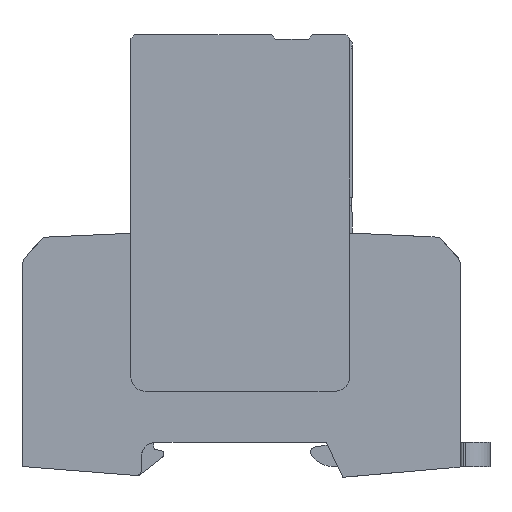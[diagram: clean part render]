
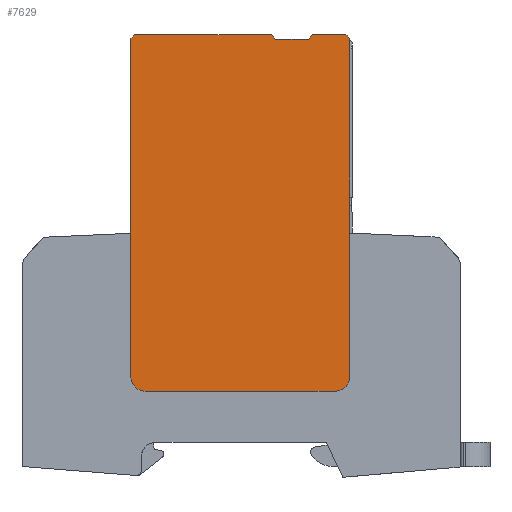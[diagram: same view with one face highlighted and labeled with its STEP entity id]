
A CAD part, left-side view. The second image highlights one B-rep face of the part: STEP entity #7629.
In plain terms, the highlighted planar face has unit normal (-1, 0, 0).
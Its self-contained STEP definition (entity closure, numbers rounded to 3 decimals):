
#7476=AXIS2_PLACEMENT_3D('Plane Axis2P3D',#7473,#7474,#7475) ;
#7473=CARTESIAN_POINT('Axis2P3D Location',(0.,72.86,17.703)) ;
#7479=CARTESIAN_POINT('Control Point',(0.,73.86,53.28)) ;
#7480=CARTESIAN_POINT('Control Point',(0.,73.86,46.765)) ;
#7481=CARTESIAN_POINT('Control Point',(0.,73.86,40.249)) ;
#7482=CARTESIAN_POINT('Control Point',(0.,73.86,33.734)) ;
#7483=CARTESIAN_POINT('Control Point',(0.,73.86,27.218)) ;
#7484=CARTESIAN_POINT('Control Point',(0.,73.86,20.703)) ;
#7485=CARTESIAN_POINT('Vertex',(0.,73.86,53.28)) ;
#7487=CARTESIAN_POINT('Vertex',(0.,73.86,20.703)) ;
#7491=CARTESIAN_POINT('Control Point',(0.,73.86,20.703)) ;
#7492=CARTESIAN_POINT('Control Point',(0.,73.86,19.76)) ;
#7493=CARTESIAN_POINT('Control Point',(0.,73.491,18.817)) ;
#7494=CARTESIAN_POINT('Control Point',(0.,72.746,18.072)) ;
#7495=CARTESIAN_POINT('Control Point',(0.,71.803,17.703)) ;
#7496=CARTESIAN_POINT('Control Point',(0.,70.86,17.703)) ;
#7497=CARTESIAN_POINT('Vertex',(0.,70.86,17.703)) ;
#7501=CARTESIAN_POINT('Control Point',(0.,70.86,17.703)) ;
#7502=CARTESIAN_POINT('Control Point',(0.,63.06,17.703)) ;
#7503=CARTESIAN_POINT('Control Point',(0.,55.26,17.703)) ;
#7504=CARTESIAN_POINT('Control Point',(0.,47.46,17.703)) ;
#7505=CARTESIAN_POINT('Control Point',(0.,39.66,17.703)) ;
#7506=CARTESIAN_POINT('Control Point',(0.,31.86,17.703)) ;
#7507=CARTESIAN_POINT('Vertex',(0.,31.86,17.703)) ;
#7511=CARTESIAN_POINT('Control Point',(0.,31.86,17.703)) ;
#7512=CARTESIAN_POINT('Control Point',(0.,30.918,17.703)) ;
#7513=CARTESIAN_POINT('Control Point',(0.,29.975,18.072)) ;
#7514=CARTESIAN_POINT('Control Point',(0.,29.229,18.817)) ;
#7515=CARTESIAN_POINT('Control Point',(0.,28.86,19.76)) ;
#7516=CARTESIAN_POINT('Control Point',(0.,28.86,20.703)) ;
#7517=CARTESIAN_POINT('Vertex',(0.,28.86,20.703)) ;
#7521=CARTESIAN_POINT('Control Point',(0.,28.86,20.703)) ;
#7522=CARTESIAN_POINT('Control Point',(0.,28.86,27.218)) ;
#7523=CARTESIAN_POINT('Control Point',(0.,28.86,33.734)) ;
#7524=CARTESIAN_POINT('Control Point',(0.,28.86,40.249)) ;
#7525=CARTESIAN_POINT('Control Point',(0.,28.86,46.765)) ;
#7526=CARTESIAN_POINT('Control Point',(0.,28.86,53.28)) ;
#7527=CARTESIAN_POINT('Vertex',(0.,28.86,53.28)) ;
#7531=CARTESIAN_POINT('Control Point',(0.,28.86,53.28)) ;
#7532=CARTESIAN_POINT('Control Point',(0.,28.86,59.144)) ;
#7533=CARTESIAN_POINT('Control Point',(0.,28.86,65.008)) ;
#7534=CARTESIAN_POINT('Control Point',(0.,28.86,70.872)) ;
#7535=CARTESIAN_POINT('Control Point',(0.,28.86,76.736)) ;
#7536=CARTESIAN_POINT('Control Point',(0.,28.86,82.6)) ;
#7537=CARTESIAN_POINT('Vertex',(0.,28.86,82.6)) ;
#7540=CARTESIAN_POINT('Line Origine',(0.,28.86,86.425)) ;
#7544=CARTESIAN_POINT('Vertex',(0.,28.86,90.25)) ;
#7547=CARTESIAN_POINT('Line Origine',(0.,29.235,90.625)) ;
#7551=CARTESIAN_POINT('Vertex',(0.,29.61,91.)) ;
#7554=CARTESIAN_POINT('Line Origine',(0.,33.035,91.)) ;
#7558=CARTESIAN_POINT('Vertex',(0.,36.46,91.)) ;
#7561=CARTESIAN_POINT('Line Origine',(0.,36.91,90.55)) ;
#7565=CARTESIAN_POINT('Vertex',(0.,37.36,90.1)) ;
#7568=CARTESIAN_POINT('Line Origine',(0.,40.71,90.1)) ;
#7572=CARTESIAN_POINT('Vertex',(0.,44.06,90.1)) ;
#7575=CARTESIAN_POINT('Line Origine',(0.,44.51,90.55)) ;
#7579=CARTESIAN_POINT('Vertex',(0.,44.96,91.)) ;
#7582=CARTESIAN_POINT('Line Origine',(0.,59.035,91.)) ;
#7586=CARTESIAN_POINT('Vertex',(0.,73.11,91.)) ;
#7589=CARTESIAN_POINT('Line Origine',(0.,73.485,90.625)) ;
#7593=CARTESIAN_POINT('Vertex',(0.,73.86,90.25)) ;
#7596=CARTESIAN_POINT('Line Origine',(0.,73.86,86.425)) ;
#7600=CARTESIAN_POINT('Vertex',(0.,73.86,82.6)) ;
#7604=CARTESIAN_POINT('Control Point',(0.,73.86,82.6)) ;
#7605=CARTESIAN_POINT('Control Point',(0.,73.86,76.736)) ;
#7606=CARTESIAN_POINT('Control Point',(0.,73.86,70.872)) ;
#7607=CARTESIAN_POINT('Control Point',(0.,73.86,65.008)) ;
#7608=CARTESIAN_POINT('Control Point',(0.,73.86,59.144)) ;
#7609=CARTESIAN_POINT('Control Point',(0.,73.86,53.28)) ;
#7474=DIRECTION('Axis2P3D Direction',(-1.,0.,0.)) ;
#7475=DIRECTION('Axis2P3D XDirection',(0.,1.,0.)) ;
#7541=DIRECTION('Vector Direction',(0.,0.,1.)) ;
#7548=DIRECTION('Vector Direction',(0.,0.707,0.707)) ;
#7555=DIRECTION('Vector Direction',(0.,1.,0.)) ;
#7562=DIRECTION('Vector Direction',(0.,0.707,-0.707)) ;
#7569=DIRECTION('Vector Direction',(0.,1.,0.)) ;
#7576=DIRECTION('Vector Direction',(0.,0.707,0.707)) ;
#7583=DIRECTION('Vector Direction',(0.,1.,0.)) ;
#7590=DIRECTION('Vector Direction',(0.,0.707,-0.707)) ;
#7597=DIRECTION('Vector Direction',(0.,0.,1.)) ;
#7542=VECTOR('Line Direction',#7541,1.) ;
#7549=VECTOR('Line Direction',#7548,1.) ;
#7556=VECTOR('Line Direction',#7555,1.) ;
#7563=VECTOR('Line Direction',#7562,1.) ;
#7570=VECTOR('Line Direction',#7569,1.) ;
#7577=VECTOR('Line Direction',#7576,1.) ;
#7584=VECTOR('Line Direction',#7583,1.) ;
#7591=VECTOR('Line Direction',#7590,1.) ;
#7598=VECTOR('Line Direction',#7597,1.) ;
#7612=ORIENTED_EDGE('',*,*,#7489,.T.) ;
#7613=ORIENTED_EDGE('',*,*,#7499,.T.) ;
#7614=ORIENTED_EDGE('',*,*,#7509,.T.) ;
#7615=ORIENTED_EDGE('',*,*,#7519,.T.) ;
#7616=ORIENTED_EDGE('',*,*,#7529,.T.) ;
#7617=ORIENTED_EDGE('',*,*,#7539,.T.) ;
#7618=ORIENTED_EDGE('',*,*,#7546,.T.) ;
#7619=ORIENTED_EDGE('',*,*,#7553,.T.) ;
#7620=ORIENTED_EDGE('',*,*,#7560,.T.) ;
#7621=ORIENTED_EDGE('',*,*,#7567,.T.) ;
#7622=ORIENTED_EDGE('',*,*,#7574,.T.) ;
#7623=ORIENTED_EDGE('',*,*,#7581,.T.) ;
#7624=ORIENTED_EDGE('',*,*,#7588,.T.) ;
#7625=ORIENTED_EDGE('',*,*,#7595,.T.) ;
#7626=ORIENTED_EDGE('',*,*,#7602,.F.) ;
#7627=ORIENTED_EDGE('',*,*,#7610,.T.) ;
#7629=ADVANCED_FACE('ABLEITER_1',(#7628),#7477,.T.) ;
#7478=B_SPLINE_CURVE_WITH_KNOTS('',5,(#7479,#7480,#7481,#7482,#7483,#7484),.UNSPECIFIED.,.F.,.U.,(6,6),(21.373,53.95),.UNSPECIFIED.) ;
#7490=B_SPLINE_CURVE_WITH_KNOTS('',5,(#7491,#7492,#7493,#7494,#7495,#7496),.UNSPECIFIED.,.F.,.U.,(6,6),(0.,4.965),.UNSPECIFIED.) ;
#7500=B_SPLINE_CURVE_WITH_KNOTS('',5,(#7501,#7502,#7503,#7504,#7505,#7506),.UNSPECIFIED.,.F.,.U.,(6,6),(0.,39.),.UNSPECIFIED.) ;
#7510=B_SPLINE_CURVE_WITH_KNOTS('',5,(#7511,#7512,#7513,#7514,#7515,#7516),.UNSPECIFIED.,.F.,.U.,(6,6),(0.,4.965),.UNSPECIFIED.) ;
#7520=B_SPLINE_CURVE_WITH_KNOTS('',5,(#7521,#7522,#7523,#7524,#7525,#7526),.UNSPECIFIED.,.F.,.U.,(6,6),(0.,32.577),.UNSPECIFIED.) ;
#7530=B_SPLINE_CURVE_WITH_KNOTS('',5,(#7531,#7532,#7533,#7534,#7535,#7536),.UNSPECIFIED.,.F.,.U.,(6,6),(23.981,53.3),.UNSPECIFIED.) ;
#7603=B_SPLINE_CURVE_WITH_KNOTS('',5,(#7604,#7605,#7606,#7607,#7608,#7609),.UNSPECIFIED.,.F.,.U.,(6,6),(0.65,29.969),.UNSPECIFIED.) ;
#7489=EDGE_CURVE('',#7486,#7488,#7478,.T.) ;
#7499=EDGE_CURVE('',#7488,#7498,#7490,.T.) ;
#7509=EDGE_CURVE('',#7498,#7508,#7500,.T.) ;
#7519=EDGE_CURVE('',#7508,#7518,#7510,.T.) ;
#7529=EDGE_CURVE('',#7518,#7528,#7520,.T.) ;
#7539=EDGE_CURVE('',#7528,#7538,#7530,.T.) ;
#7546=EDGE_CURVE('',#7538,#7545,#7543,.T.) ;
#7553=EDGE_CURVE('',#7545,#7552,#7550,.T.) ;
#7560=EDGE_CURVE('',#7552,#7559,#7557,.T.) ;
#7567=EDGE_CURVE('',#7559,#7566,#7564,.T.) ;
#7574=EDGE_CURVE('',#7566,#7573,#7571,.T.) ;
#7581=EDGE_CURVE('',#7573,#7580,#7578,.T.) ;
#7588=EDGE_CURVE('',#7580,#7587,#7585,.T.) ;
#7595=EDGE_CURVE('',#7587,#7594,#7592,.T.) ;
#7602=EDGE_CURVE('',#7601,#7594,#7599,.T.) ;
#7610=EDGE_CURVE('',#7601,#7486,#7603,.T.) ;
#7611=EDGE_LOOP('',(#7612,#7613,#7614,#7615,#7616,#7617,#7618,#7619,#7620,#7621,#7622,#7623,#7624,#7625,#7626,#7627)) ;
#7628=FACE_OUTER_BOUND('',#7611,.T.) ;
#7543=LINE('Line',#7540,#7542) ;
#7550=LINE('Line',#7547,#7549) ;
#7557=LINE('Line',#7554,#7556) ;
#7564=LINE('Line',#7561,#7563) ;
#7571=LINE('Line',#7568,#7570) ;
#7578=LINE('Line',#7575,#7577) ;
#7585=LINE('Line',#7582,#7584) ;
#7592=LINE('Line',#7589,#7591) ;
#7599=LINE('Line',#7596,#7598) ;
#7477=PLANE('',#7476) ;
#7486=VERTEX_POINT('',#7485) ;
#7488=VERTEX_POINT('',#7487) ;
#7498=VERTEX_POINT('',#7497) ;
#7508=VERTEX_POINT('',#7507) ;
#7518=VERTEX_POINT('',#7517) ;
#7528=VERTEX_POINT('',#7527) ;
#7538=VERTEX_POINT('',#7537) ;
#7545=VERTEX_POINT('',#7544) ;
#7552=VERTEX_POINT('',#7551) ;
#7559=VERTEX_POINT('',#7558) ;
#7566=VERTEX_POINT('',#7565) ;
#7573=VERTEX_POINT('',#7572) ;
#7580=VERTEX_POINT('',#7579) ;
#7587=VERTEX_POINT('',#7586) ;
#7594=VERTEX_POINT('',#7593) ;
#7601=VERTEX_POINT('',#7600) ;
